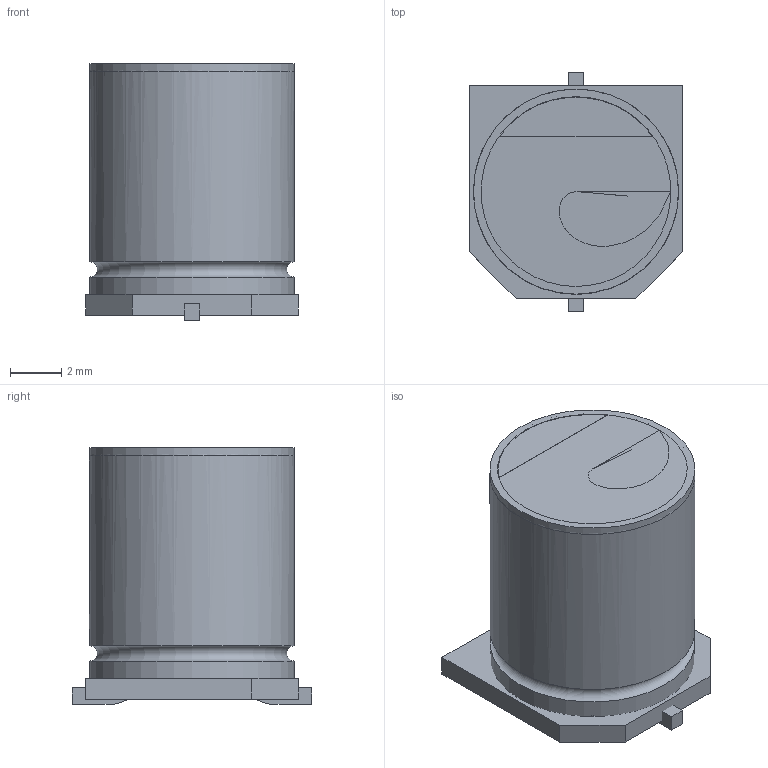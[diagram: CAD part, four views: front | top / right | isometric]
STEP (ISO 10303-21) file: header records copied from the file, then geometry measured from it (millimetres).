
FILE_DESCRIPTION(('FreeCAD Model'),'2;1');
FILE_NAME('Open CASCADE Shape Model','2022-01-10T17:15:31',(''),(''), 'Open CASCADE STEP processor 7.5','FreeCAD','Unknown');
FILE_SCHEMA(('AUTOMOTIVE_DESIGN { 1 0 10303 214 1 1 1 1 }'));
Length unit declared in the file: millimetre
Products named in the file (7): Part; Socle; Pins; Pins001; Sweep; Body004; Mark
Assembly tree (6 placements, depth 2):
  Part
    Socle
    Pins
    Pins001
    Sweep
    Body004
    Mark
Bounding box: 8.3 x 9.33 x 10.01 mm (x, y, z)
Surface area: 734.3 mm2
Topology: 6 solids, 6 shells, 56 faces, 132 edges, 85 vertices
Faces by surface type: plane 34, cylinder 15, revolution 4, torus 2, bspline 1
Full cylindrical faces by diameter (mm): 0.8 x4, 7.982 x2, 8 x2
Entity records: 3561 total; most frequent: CARTESIAN_POINT 712, DIRECTION 517, LINE 321, VECTOR 321, ORIENTED_EDGE 256, PCURVE 256, DEFINITIONAL_REPRESENTATION 256, EDGE_CURVE 128
